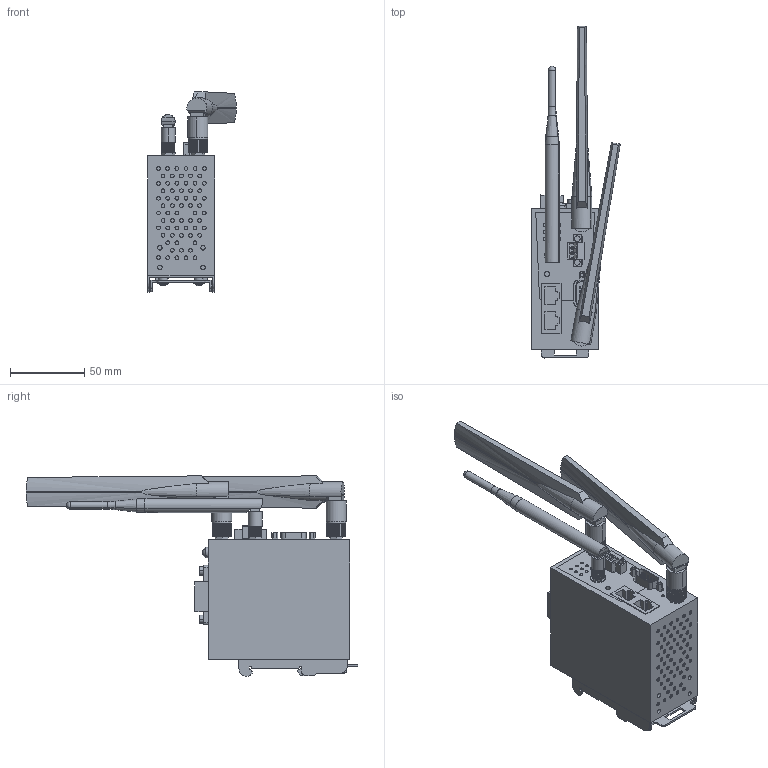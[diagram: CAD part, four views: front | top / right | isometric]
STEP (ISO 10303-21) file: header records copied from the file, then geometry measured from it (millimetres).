
FILE_DESCRIPTION(('CATIA V5 STEP Exchange','CAx-IF Rec.Pracs.--- Model Styling and Organization---1.4--- 2014-01-23'),'2;1');
FILE_NAME ('D1474735_0', '2021-02-19T10:44:06+00:00', ('none'), ('Weidmueller'), 'CATIA Version 5-6 Release 2016 SP3 HF44', 'CATIA V5 STEP AP214', 'none');
FILE_SCHEMA(('AUTOMOTIVE_DESIGN { 1 0 10303 214 1 1 1 1 }'));
Length unit declared in the file: millimetre
Products named in the file (1): S3D_IE_SR_2TX_WL_4G_XXX
Bounding box: 59.61 x 223.2 x 134.75 mm (x, y, z)
Volume: 405857.3 mm3; surface area: 85326 mm2
Topology: 35 solids, 35 shells, 1644 faces, 4038 edges, 2648 vertices
Faces by surface type: plane 920, cylinder 610, extrusion 76, cone 22, revolution 10, sphere 4, torus 2
Entity records: 47722 total; most frequent: CARTESIAN_POINT 10165, ORIENTED_EDGE 8072, DIRECTION 5700, EDGE_CURVE 4036, VERTEX_POINT 2648, VECTOR 2371, AXIS2_PLACEMENT_3D 2353, LINE 2295
